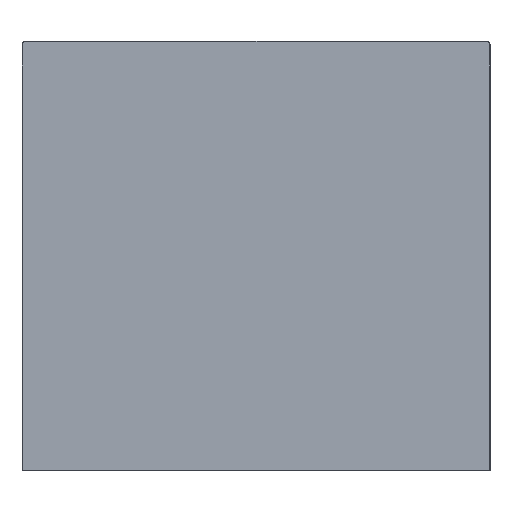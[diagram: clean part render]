
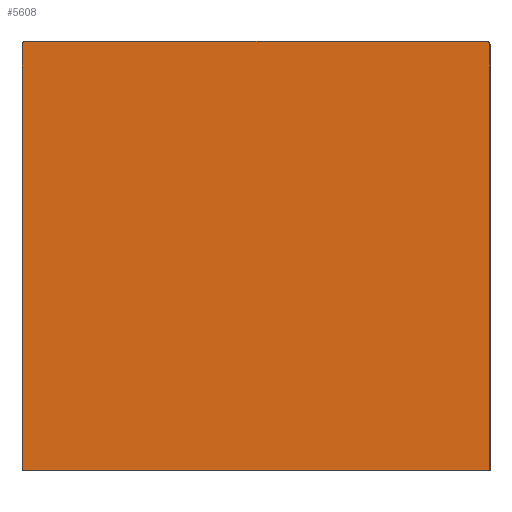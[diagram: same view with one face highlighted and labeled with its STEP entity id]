
A CAD part, left-side view. The second image highlights one B-rep face of the part: STEP entity #5608.
In plain terms, the highlighted planar face has unit normal (-1, 0, 0).
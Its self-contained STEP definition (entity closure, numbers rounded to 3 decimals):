
#860 = VECTOR ( 'NONE', #13166, 1000. ) ;
#965 = ORIENTED_EDGE ( 'NONE', *, *, #3820, .F. ) ;
#1103 = VECTOR ( 'NONE', #11793, 1000. ) ;
#1478 = VERTEX_POINT ( 'NONE', #6472 ) ;
#1510 = LINE ( 'NONE', #2953, #16413 ) ;
#1520 = ORIENTED_EDGE ( 'NONE', *, *, #2186, .F. ) ;
#1978 = CARTESIAN_POINT ( 'NONE',  ( -381., -326., 0. ) ) ;
#2039 = DIRECTION ( 'NONE',  ( 0., 0., 1. ) ) ;
#2169 = DIRECTION ( 'NONE',  ( 0., 0., 1. ) ) ;
#2186 = EDGE_CURVE ( 'NONE', #14709, #2836, #1510, .T. ) ;
#2423 = CARTESIAN_POINT ( 'NONE',  ( -381., 321., 593. ) ) ;
#2448 = FACE_OUTER_BOUND ( 'NONE', #4040, .T. ) ;
#2836 = VERTEX_POINT ( 'NONE', #1978 ) ;
#2953 = CARTESIAN_POINT ( 'NONE',  ( -381., -326., 0. ) ) ;
#3317 = CARTESIAN_POINT ( 'NONE',  ( -381., -321., 593. ) ) ;
#3523 = AXIS2_PLACEMENT_3D ( 'NONE', #13171, #13094, #5390 ) ;
#3693 = ORIENTED_EDGE ( 'NONE', *, *, #13605, .F. ) ;
#3776 = ORIENTED_EDGE ( 'NONE', *, *, #13626, .F. ) ;
#3820 = EDGE_CURVE ( 'NONE', #10619, #16601, #7925, .T. ) ;
#3882 = AXIS2_PLACEMENT_3D ( 'NONE', #3317, #4814, #2039 ) ;
#4040 = EDGE_LOOP ( 'NONE', ( #7260, #965, #3776, #3693, #4300, #1520 ) ) ;
#4230 = EDGE_CURVE ( 'NONE', #16601, #14709, #7094, .T. ) ;
#4300 = ORIENTED_EDGE ( 'NONE', *, *, #5612, .T. ) ;
#4773 = CARTESIAN_POINT ( 'NONE',  ( -381., -326., 593. ) ) ;
#4814 = DIRECTION ( 'NONE',  ( 1., 0., 0. ) ) ;
#5390 = DIRECTION ( 'NONE',  ( 0., 0., -1. ) ) ;
#5608 = ADVANCED_FACE ( 'NONE', ( #2448 ), #11295, .F. ) ;
#5612 = EDGE_CURVE ( 'NONE', #1478, #2836, #11885, .T. ) ;
#5993 = CARTESIAN_POINT ( 'NONE',  ( -381., -321., 598. ) ) ;
#6472 = CARTESIAN_POINT ( 'NONE',  ( -381., 326., 0. ) ) ;
#6571 = CARTESIAN_POINT ( 'NONE',  ( -381., 326., 598. ) ) ;
#6979 = VERTEX_POINT ( 'NONE', #15717 ) ;
#7094 = CIRCLE ( 'NONE', #3882, 5. ) ;
#7260 = ORIENTED_EDGE ( 'NONE', *, *, #4230, .F. ) ;
#7925 = LINE ( 'NONE', #6571, #860 ) ;
#8929 = DIRECTION ( 'NONE',  ( 0., 0., -1. ) ) ;
#9952 = CIRCLE ( 'NONE', #14263, 5. ) ;
#10104 = DIRECTION ( 'NONE',  ( 1., 0., 0. ) ) ;
#10619 = VERTEX_POINT ( 'NONE', #14204 ) ;
#10706 = CARTESIAN_POINT ( 'NONE',  ( -381., 326., 0. ) ) ;
#11295 = PLANE ( 'NONE',  #3523 ) ;
#11793 = DIRECTION ( 'NONE',  ( 0., -1., 0. ) ) ;
#11803 = DIRECTION ( 'NONE',  ( 0., 0., -1. ) ) ;
#11885 = LINE ( 'NONE', #10706, #1103 ) ;
#12931 = VECTOR ( 'NONE', #2169, 1000. ) ;
#13094 = DIRECTION ( 'NONE',  ( 1., 0., 0. ) ) ;
#13166 = DIRECTION ( 'NONE',  ( 0., -1., 0. ) ) ;
#13171 = CARTESIAN_POINT ( 'NONE',  ( -381., 326., 598. ) ) ;
#13605 = EDGE_CURVE ( 'NONE', #1478, #6979, #16381, .T. ) ;
#13626 = EDGE_CURVE ( 'NONE', #6979, #10619, #9952, .T. ) ;
#14204 = CARTESIAN_POINT ( 'NONE',  ( -381., 321., 598. ) ) ;
#14263 = AXIS2_PLACEMENT_3D ( 'NONE', #2423, #10104, #8929 ) ;
#14709 = VERTEX_POINT ( 'NONE', #4773 ) ;
#15090 = CARTESIAN_POINT ( 'NONE',  ( -381., 326., 598. ) ) ;
#15717 = CARTESIAN_POINT ( 'NONE',  ( -381., 326., 593. ) ) ;
#16381 = LINE ( 'NONE', #15090, #12931 ) ;
#16413 = VECTOR ( 'NONE', #11803, 1000. ) ;
#16601 = VERTEX_POINT ( 'NONE', #5993 ) ;
